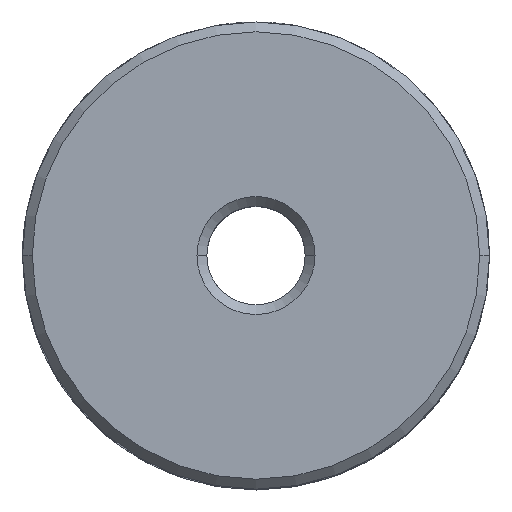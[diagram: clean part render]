
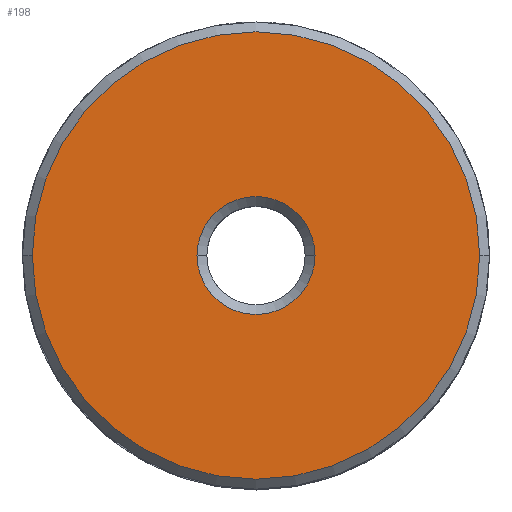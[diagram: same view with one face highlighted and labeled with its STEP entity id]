
A CAD part, top view. The second image highlights one B-rep face of the part: STEP entity #198.
In plain terms, the highlighted planar face has unit normal (0, 0, 1).
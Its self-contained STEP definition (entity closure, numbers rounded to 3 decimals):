
#198=ADVANCED_FACE('',(#517,#518),#519,.F.);
#517=FACE_OUTER_BOUND('',#17581,.T.);
#518=FACE_BOUND('',#17582,.T.);
#519=PLANE('',#17583);
#17581=EDGE_LOOP('',(#18761,#18762));
#17582=EDGE_LOOP('',(#18763,#18764));
#17583=AXIS2_PLACEMENT_3D('',#18765,#18766,#18767);
#18761=ORIENTED_EDGE('',*,*,#19040,.F.);
#18762=ORIENTED_EDGE('',*,*,#19038,.F.);
#18763=ORIENTED_EDGE('',*,*,#19043,.F.);
#18764=ORIENTED_EDGE('',*,*,#19023,.F.);
#18765=CARTESIAN_POINT('',(0.0,0.0,22.0));
#18766=DIRECTION('',(0.0,0.0,-1.0));
#18767=DIRECTION('',(-1.0,0.0,0.0));
#19023=EDGE_CURVE('',#19592,#19595,#19596,.T.);
#19038=EDGE_CURVE('',#19618,#19620,#19621,.T.);
#19040=EDGE_CURVE('',#19620,#19618,#19623,.T.);
#19043=EDGE_CURVE('',#19595,#19592,#19626,.T.);
#19592=VERTEX_POINT('',#36376);
#19595=VERTEX_POINT('',#36380);
#19596=CIRCLE('',#36381,2.4);
#19618=VERTEX_POINT('',#36503);
#19620=VERTEX_POINT('',#36506);
#19621=CIRCLE('',#36507,9.1);
#19623=CIRCLE('',#36510,9.1);
#19626=CIRCLE('',#36513,2.4);
#36376=CARTESIAN_POINT('',(-2.4,0.,22.0));
#36380=CARTESIAN_POINT('',(2.4,0.,22.0));
#36381=AXIS2_PLACEMENT_3D('',#37889,#37890,#37891);
#36503=CARTESIAN_POINT('',(-9.1,0.,22.0));
#36506=CARTESIAN_POINT('',(9.1,0.,22.0));
#36507=AXIS2_PLACEMENT_3D('',#37912,#37913,#37914);
#36510=AXIS2_PLACEMENT_3D('',#37916,#37917,#37918);
#36513=AXIS2_PLACEMENT_3D('',#37925,#37926,#37927);
#37889=CARTESIAN_POINT('',(0.0,0.0,22.0));
#37890=DIRECTION('',(0.0,0.0,1.0));
#37891=DIRECTION('',(-1.0,0.0,0.0));
#37912=CARTESIAN_POINT('',(0.0,0.0,22.0));
#37913=DIRECTION('',(0.0,0.0,-1.0));
#37914=DIRECTION('',(-1.0,0.0,0.0));
#37916=CARTESIAN_POINT('',(0.0,0.0,22.0));
#37917=DIRECTION('',(0.0,0.0,-1.0));
#37918=DIRECTION('',(-1.0,0.0,0.0));
#37925=CARTESIAN_POINT('',(0.0,0.0,22.0));
#37926=DIRECTION('',(0.0,0.0,1.0));
#37927=DIRECTION('',(-1.0,0.0,0.0));
